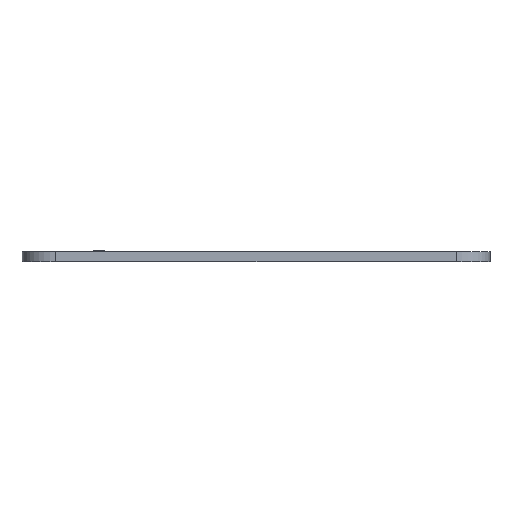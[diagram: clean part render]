
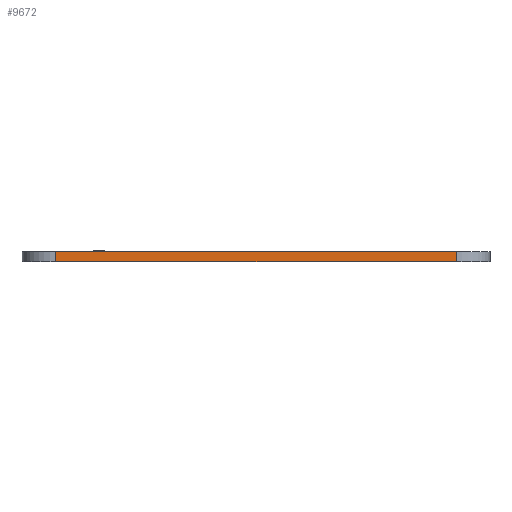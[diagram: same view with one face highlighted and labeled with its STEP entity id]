
A CAD part, left-side view. The second image highlights one B-rep face of the part: STEP entity #9672.
In plain terms, the highlighted planar face has unit normal (-1, 0, 0).
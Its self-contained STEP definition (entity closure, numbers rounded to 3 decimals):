
#1599=FACE_OUTER_BOUND('',#2153,.T.);
#2153=EDGE_LOOP('',(#8800,#8801,#8802,#8803));
#2272=LINE('',#11666,#3016);
#2883=LINE('',#19597,#3627);
#2884=LINE('',#19600,#3628);
#2885=LINE('',#19601,#3629);
#3016=VECTOR('',#10069,10.);
#3627=VECTOR('',#10962,10.);
#3628=VECTOR('',#10965,10.);
#3629=VECTOR('',#10966,10.);
#3762=VERTEX_POINT('',#11662);
#3764=VERTEX_POINT('',#11665);
#4623=VERTEX_POINT('',#19595);
#4624=VERTEX_POINT('',#19599);
#4767=EDGE_CURVE('',#3762,#3764,#2272,.T.);
#6034=EDGE_CURVE('',#4623,#3762,#2883,.T.);
#6035=EDGE_CURVE('',#4624,#4623,#2884,.T.);
#6036=EDGE_CURVE('',#3764,#4624,#2885,.T.);
#8800=ORIENTED_EDGE('',*,*,#6034,.F.);
#8801=ORIENTED_EDGE('',*,*,#6035,.F.);
#8802=ORIENTED_EDGE('',*,*,#6036,.F.);
#8803=ORIENTED_EDGE('',*,*,#4767,.F.);
#9178=PLANE('',#9895);
#9672=ADVANCED_FACE('',(#1599),#9178,.T.);
#9895=AXIS2_PLACEMENT_3D('',#19598,#10963,#10964);
#10069=DIRECTION('',(0.,-1.,0.));
#10962=DIRECTION('',(0.,0.,1.));
#10963=DIRECTION('center_axis',(-1.,0.,0.));
#10964=DIRECTION('ref_axis',(0.,-1.,0.));
#10965=DIRECTION('',(0.,1.,0.));
#10966=DIRECTION('',(0.,0.,-1.));
#11662=CARTESIAN_POINT('',(-11.715,35.565,1.5));
#11665=CARTESIAN_POINT('',(-11.715,-23.565,1.5));
#11666=CARTESIAN_POINT('',(-11.715,-28.565,1.5));
#19595=CARTESIAN_POINT('',(-11.715,35.565,0.));
#19597=CARTESIAN_POINT('',(-11.715,35.565,0.));
#19598=CARTESIAN_POINT('Origin',(-11.715,40.565,0.));
#19599=CARTESIAN_POINT('',(-11.715,-23.565,0.));
#19600=CARTESIAN_POINT('',(-11.715,-28.565,0.));
#19601=CARTESIAN_POINT('',(-11.715,-23.565,0.));
